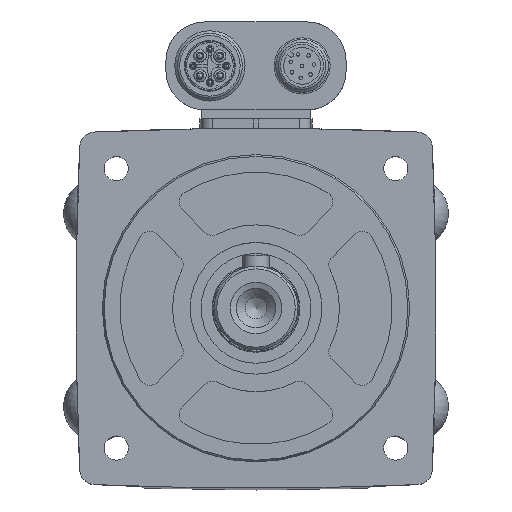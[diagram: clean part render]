
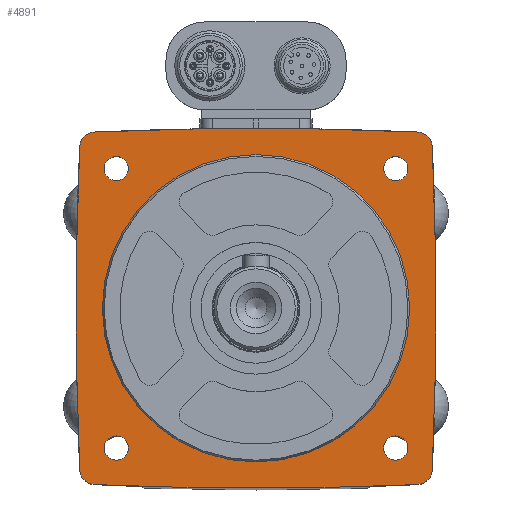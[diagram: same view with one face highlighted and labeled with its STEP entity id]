
A CAD part, top view. The second image highlights one B-rep face of the part: STEP entity #4891.
In plain terms, the highlighted planar face has unit normal (0, 0, 1).
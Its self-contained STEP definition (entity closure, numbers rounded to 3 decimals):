
#207=PLANE('',#5455);
#1945=ORIENTED_EDGE('',*,*,#2743,.F.);
#1946=ORIENTED_EDGE('',*,*,#2742,.F.);
#1947=ORIENTED_EDGE('',*,*,#2741,.F.);
#1948=ORIENTED_EDGE('',*,*,#2740,.F.);
#1949=ORIENTED_EDGE('',*,*,#2739,.F.);
#1950=ORIENTED_EDGE('',*,*,#2735,.T.);
#1951=ORIENTED_EDGE('',*,*,#2216,.T.);
#1952=ORIENTED_EDGE('',*,*,#2736,.T.);
#1953=ORIENTED_EDGE('',*,*,#2243,.T.);
#1954=ORIENTED_EDGE('',*,*,#2737,.T.);
#1955=ORIENTED_EDGE('',*,*,#2270,.T.);
#1956=ORIENTED_EDGE('',*,*,#2738,.T.);
#1957=ORIENTED_EDGE('',*,*,#2311,.T.);
#2216=EDGE_CURVE('',#2878,#2877,#3351,.T.);
#2243=EDGE_CURVE('',#2898,#2897,#3361,.T.);
#2270=EDGE_CURVE('',#2920,#2919,#3371,.T.);
#2311=EDGE_CURVE('',#2954,#2953,#3381,.T.);
#2735=EDGE_CURVE('',#2953,#2878,#3554,.T.);
#2736=EDGE_CURVE('',#2877,#2898,#3555,.T.);
#2737=EDGE_CURVE('',#2897,#2920,#3556,.T.);
#2738=EDGE_CURVE('',#2919,#2954,#3557,.T.);
#2739=EDGE_CURVE('',#3253,#3253,#3558,.T.);
#2740=EDGE_CURVE('',#3254,#3254,#3559,.T.);
#2741=EDGE_CURVE('',#3255,#3255,#3560,.T.);
#2742=EDGE_CURVE('',#3256,#3256,#3561,.T.);
#2743=EDGE_CURVE('',#3257,#3257,#3562,.T.);
#2877=VERTEX_POINT('',#7145);
#2878=VERTEX_POINT('',#7147);
#2897=VERTEX_POINT('',#7211);
#2898=VERTEX_POINT('',#7213);
#2919=VERTEX_POINT('',#7276);
#2920=VERTEX_POINT('',#7278);
#2953=VERTEX_POINT('',#7395);
#2954=VERTEX_POINT('',#7397);
#3253=VERTEX_POINT('',#8443);
#3254=VERTEX_POINT('',#8446);
#3255=VERTEX_POINT('',#8449);
#3256=VERTEX_POINT('',#8452);
#3257=VERTEX_POINT('',#8455);
#3351=CIRCLE('',#4969,800.5);
#3361=CIRCLE('',#4985,800.5);
#3371=CIRCLE('',#5001,800.5);
#3381=CIRCLE('',#5025,800.5);
#3554=CIRCLE('',#5440,3.5);
#3555=CIRCLE('',#5442,3.5);
#3556=CIRCLE('',#5444,3.5);
#3557=CIRCLE('',#5446,3.5);
#3558=CIRCLE('',#5448,2.75);
#3559=CIRCLE('',#5450,2.75);
#3560=CIRCLE('',#5452,2.75);
#3561=CIRCLE('',#5454,2.75);
#3562=CIRCLE('',#5456,35.);
#3981=EDGE_LOOP('',(#1945));
#3982=EDGE_LOOP('',(#1946));
#3983=EDGE_LOOP('',(#1947));
#3984=EDGE_LOOP('',(#1948));
#3985=EDGE_LOOP('',(#1949));
#3986=EDGE_LOOP('',(#1950,#1951,#1952,#1953,#1954,#1955,#1956,#1957));
#4422=FACE_BOUND('',#3981,.T.);
#4423=FACE_BOUND('',#3982,.T.);
#4424=FACE_BOUND('',#3983,.T.);
#4425=FACE_BOUND('',#3984,.T.);
#4426=FACE_BOUND('',#3985,.T.);
#4427=FACE_BOUND('',#3986,.T.);
#4891=ADVANCED_FACE('',(#4422,#4423,#4424,#4425,#4426,#4427),#207,.T.);
#4969=AXIS2_PLACEMENT_3D('',#7146,#5600,#5601);
#4985=AXIS2_PLACEMENT_3D('',#7212,#5645,#5646);
#5001=AXIS2_PLACEMENT_3D('',#7277,#5691,#5692);
#5025=AXIS2_PLACEMENT_3D('',#7396,#5751,#5752);
#5440=AXIS2_PLACEMENT_3D('',#8434,#6786,#6787);
#5442=AXIS2_PLACEMENT_3D('',#8436,#6790,#6791);
#5444=AXIS2_PLACEMENT_3D('',#8438,#6794,#6795);
#5446=AXIS2_PLACEMENT_3D('',#8440,#6798,#6799);
#5448=AXIS2_PLACEMENT_3D('',#8442,#6802,#6803);
#5450=AXIS2_PLACEMENT_3D('',#8445,#6806,#6807);
#5452=AXIS2_PLACEMENT_3D('',#8448,#6810,#6811);
#5454=AXIS2_PLACEMENT_3D('',#8451,#6814,#6815);
#5455=AXIS2_PLACEMENT_3D('',#8453,#6816,#6817);
#5456=AXIS2_PLACEMENT_3D('',#8454,#6818,#6819);
#5600=DIRECTION('',(0.,0.,1.));
#5601=DIRECTION('',(1.,0.,0.));
#5645=DIRECTION('',(0.,0.,1.));
#5646=DIRECTION('',(1.,0.,0.));
#5691=DIRECTION('',(0.,0.,1.));
#5692=DIRECTION('',(1.,0.,0.));
#5751=DIRECTION('',(0.,0.,1.));
#5752=DIRECTION('',(1.,0.,0.));
#6786=DIRECTION('',(0.,0.,1.));
#6787=DIRECTION('',(1.,0.,0.));
#6790=DIRECTION('',(0.,0.,1.));
#6791=DIRECTION('',(1.,0.,0.));
#6794=DIRECTION('',(0.,0.,1.));
#6795=DIRECTION('',(1.,0.,0.));
#6798=DIRECTION('',(0.,0.,1.));
#6799=DIRECTION('',(1.,0.,0.));
#6802=DIRECTION('',(0.,0.,1.));
#6803=DIRECTION('',(1.,0.,0.));
#6806=DIRECTION('',(0.,0.,1.));
#6807=DIRECTION('',(1.,0.,0.));
#6810=DIRECTION('',(0.,0.,1.));
#6811=DIRECTION('',(1.,0.,0.));
#6814=DIRECTION('',(0.,0.,1.));
#6815=DIRECTION('',(1.,0.,0.));
#6816=DIRECTION('',(0.,0.,1.));
#6817=DIRECTION('',(1.,0.,0.));
#6818=DIRECTION('',(0.,0.,1.));
#6819=DIRECTION('',(1.,0.,0.));
#7145=CARTESIAN_POINT('',(-40.153,-36.818,0.));
#7146=CARTESIAN_POINT('',(759.5,0.,0.));
#7147=CARTESIAN_POINT('',(-40.153,36.818,0.));
#7211=CARTESIAN_POINT('',(36.818,-40.153,0.));
#7212=CARTESIAN_POINT('',(0.,759.5,0.));
#7213=CARTESIAN_POINT('',(-36.818,-40.153,0.));
#7276=CARTESIAN_POINT('',(40.153,36.818,0.));
#7277=CARTESIAN_POINT('',(-759.5,0.,0.));
#7278=CARTESIAN_POINT('',(40.153,-36.818,0.));
#7395=CARTESIAN_POINT('',(-36.818,40.153,0.));
#7396=CARTESIAN_POINT('',(0.,-759.5,0.));
#7397=CARTESIAN_POINT('',(36.818,40.153,0.));
#8434=CARTESIAN_POINT('',(-36.657,36.657,0.));
#8436=CARTESIAN_POINT('',(-36.657,-36.657,0.));
#8438=CARTESIAN_POINT('',(36.657,-36.657,0.));
#8440=CARTESIAN_POINT('',(36.657,36.657,0.));
#8442=CARTESIAN_POINT('',(31.82,31.82,0.));
#8443=CARTESIAN_POINT('',(34.57,31.82,0.));
#8445=CARTESIAN_POINT('',(31.82,-31.82,0.));
#8446=CARTESIAN_POINT('',(34.57,-31.82,0.));
#8448=CARTESIAN_POINT('',(-31.82,31.82,0.));
#8449=CARTESIAN_POINT('',(-29.07,31.82,0.));
#8451=CARTESIAN_POINT('',(-31.82,-31.82,0.));
#8452=CARTESIAN_POINT('',(-29.07,-31.82,0.));
#8453=CARTESIAN_POINT('',(361.422,18.328,0.));
#8454=CARTESIAN_POINT('',(0.,0.,0.));
#8455=CARTESIAN_POINT('',(35.,0.,0.));
